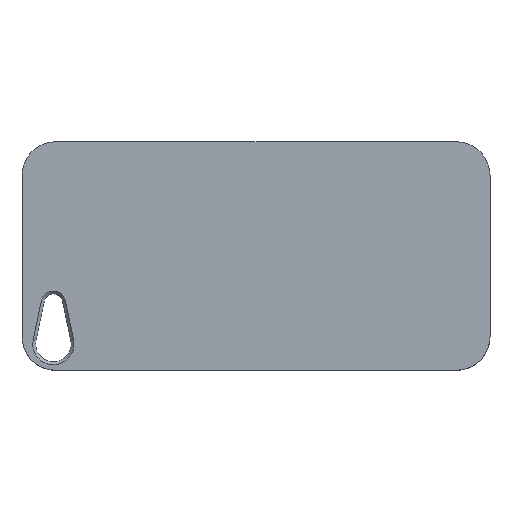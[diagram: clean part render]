
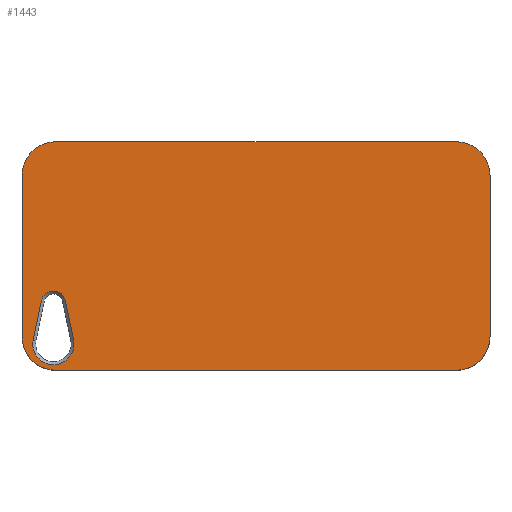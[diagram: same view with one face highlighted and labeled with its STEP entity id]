
A CAD part, front view. The second image highlights one B-rep face of the part: STEP entity #1443.
In plain terms, the highlighted planar face has unit normal (0, -1, 0).
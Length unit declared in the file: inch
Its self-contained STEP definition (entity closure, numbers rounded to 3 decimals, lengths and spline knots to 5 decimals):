
#32=FACE_BOUND($,#449,.T.);
#42=PLANE($,#1569);
#100=LINE($,#2233,#214);
#115=LINE($,#2289,#229);
#119=LINE($,#2312,#233);
#135=LINE($,#2376,#249);
#136=LINE($,#2381,#250);
#137=LINE($,#2384,#251);
#214=VECTOR($,#1755,4.275);
#229=VECTOR($,#1800,1.72);
#233=VECTOR($,#1810,4.275);
#249=VECTOR($,#1862,1.72);
#250=VECTOR($,#1865,0.42559);
#251=VECTOR($,#1868,0.42559);
#370=FACE_OUTER_BOUND($,#448,.T.);
#448=EDGE_LOOP($,(#1094,#1095,#1096,#1097,#1098,#1099,#1100,#1101));
#449=EDGE_LOOP($,(#1102,#1103,#1104,#1105));
#524=CIRCLE($,#1533,0.36);
#533=CIRCLE($,#1544,0.36);
#538=CIRCLE($,#1551,0.36);
#545=CIRCLE($,#1570,0.36);
#546=CIRCLE($,#1571,0.22);
#547=CIRCLE($,#1572,0.13);
#608=VERTEX_POINT($,#2225);
#609=VERTEX_POINT($,#2227);
#610=VERTEX_POINT($,#2231);
#627=VERTEX_POINT($,#2267);
#636=VERTEX_POINT($,#2287);
#637=VERTEX_POINT($,#2291);
#640=VERTEX_POINT($,#2310);
#662=VERTEX_POINT($,#2374);
#663=VERTEX_POINT($,#2377);
#664=VERTEX_POINT($,#2378);
#665=VERTEX_POINT($,#2380);
#666=VERTEX_POINT($,#2382);
#765=EDGE_CURVE($,#608,#609,#524,.T.);
#768=EDGE_CURVE($,#608,#610,#100,.T.);
#786=EDGE_CURVE($,#627,#610,#533,.T.);
#796=EDGE_CURVE($,#636,#627,#115,.T.);
#798=EDGE_CURVE($,#637,#636,#538,.T.);
#803=EDGE_CURVE($,#637,#640,#119,.T.);
#830=EDGE_CURVE($,#662,#640,#545,.T.);
#831=EDGE_CURVE($,#662,#609,#135,.T.);
#832=EDGE_CURVE($,#663,#664,#546,.T.);
#833=EDGE_CURVE($,#665,#663,#136,.T.);
#834=EDGE_CURVE($,#666,#665,#547,.T.);
#835=EDGE_CURVE($,#664,#666,#137,.T.);
#1094=ORIENTED_EDGE($,*,*,#798,.F.);
#1095=ORIENTED_EDGE($,*,*,#803,.T.);
#1096=ORIENTED_EDGE($,*,*,#830,.F.);
#1097=ORIENTED_EDGE($,*,*,#831,.T.);
#1098=ORIENTED_EDGE($,*,*,#765,.F.);
#1099=ORIENTED_EDGE($,*,*,#768,.T.);
#1100=ORIENTED_EDGE($,*,*,#786,.F.);
#1101=ORIENTED_EDGE($,*,*,#796,.F.);
#1102=ORIENTED_EDGE($,*,*,#832,.F.);
#1103=ORIENTED_EDGE($,*,*,#833,.F.);
#1104=ORIENTED_EDGE($,*,*,#834,.F.);
#1105=ORIENTED_EDGE($,*,*,#835,.F.);
#1443=ADVANCED_FACE($,(#370,#32),#42,.F.);
#1533=AXIS2_PLACEMENT_3D($,#2228,#1749,#1750);
#1544=AXIS2_PLACEMENT_3D($,#2269,#1783,#1784);
#1551=AXIS2_PLACEMENT_3D($,#2293,#1804,#1805);
#1569=AXIS2_PLACEMENT_3D($,#2373,#1858,#1859);
#1570=AXIS2_PLACEMENT_3D($,#2375,#1860,#1861);
#1571=AXIS2_PLACEMENT_3D($,#2379,#1863,#1864);
#1572=AXIS2_PLACEMENT_3D($,#2383,#1866,#1867);
#1749=DIRECTION('center_axis',(0.,1.,0.));
#1750=DIRECTION('ref_axis',(0.707,0.,0.707));
#1755=DIRECTION($,(-1.,0.,0.));
#1783=DIRECTION('center_axis',(0.,1.,0.));
#1784=DIRECTION('ref_axis',(-0.707,0.,0.707));
#1800=DIRECTION($,(0.,0.,1.));
#1804=DIRECTION('center_axis',(0.,1.,0.));
#1805=DIRECTION('ref_axis',(-0.707,0.,-0.707));
#1810=DIRECTION($,(1.,0.,0.));
#1858=DIRECTION('center_axis',(0.,1.,0.));
#1859=DIRECTION('ref_axis',(-1.,0.,0.));
#1860=DIRECTION('center_axis',(0.,1.,0.));
#1861=DIRECTION('ref_axis',(0.707,0.,-0.707));
#1862=DIRECTION($,(0.,0.,1.));
#1863=DIRECTION('center_axis',(0.,-1.,0.));
#1864=DIRECTION('ref_axis',(-0.978,0.,-0.207));
#1865=DIRECTION($,(-0.207,0.,-0.978));
#1866=DIRECTION('center_axis',(0.,-1.,0.));
#1867=DIRECTION('ref_axis',(-0.978,0.,0.207));
#1868=DIRECTION($,(-0.207,0.,0.978));
#2225=CARTESIAN_POINT('',(4.775,0.688,2.62999));
#2227=CARTESIAN_POINT('',(5.135,0.688,2.26999));
#2228=CARTESIAN_POINT('Origin',(4.775,0.688,2.26999));
#2231=CARTESIAN_POINT('',(0.5,0.688,2.62999));
#2233=CARTESIAN_POINT($,(3.88625,0.688,2.62999));
#2267=CARTESIAN_POINT('',(0.14,0.688,2.26999));
#2269=CARTESIAN_POINT('Origin',(0.5,0.688,2.26999));
#2287=CARTESIAN_POINT('',(0.14,0.688,0.54999));
#2289=CARTESIAN_POINT($,(0.14,0.688,1.375));
#2291=CARTESIAN_POINT('',(0.5,0.688,0.18999));
#2293=CARTESIAN_POINT('Origin',(0.5,0.688,0.54999));
#2310=CARTESIAN_POINT('',(4.775,0.688,0.18999));
#2312=CARTESIAN_POINT($,(3.88625,0.688,0.18999));
#2373=CARTESIAN_POINT('Origin',(5.135,0.688,1.375));
#2374=CARTESIAN_POINT('',(5.135,0.688,0.54999));
#2375=CARTESIAN_POINT('Origin',(4.775,0.688,0.54999));
#2376=CARTESIAN_POINT($,(5.135,0.688,1.375));
#2377=CARTESIAN_POINT('',(0.25976,0.688,0.51552));
#2378=CARTESIAN_POINT('',(0.69024,0.688,0.51552));
#2379=CARTESIAN_POINT('Origin',(0.475,0.688,0.47));
#2380=CARTESIAN_POINT('',(0.34781,0.688,0.9319));
#2381=CARTESIAN_POINT($,(0.45109,0.688,1.42029));
#2382=CARTESIAN_POINT('',(0.60219,0.688,0.9319));
#2383=CARTESIAN_POINT('Origin',(0.475,0.688,0.905));
#2384=CARTESIAN_POINT($,(0.65436,0.688,0.6852));
